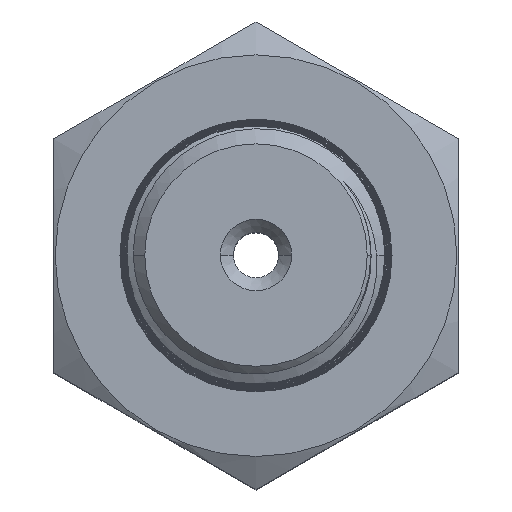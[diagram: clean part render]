
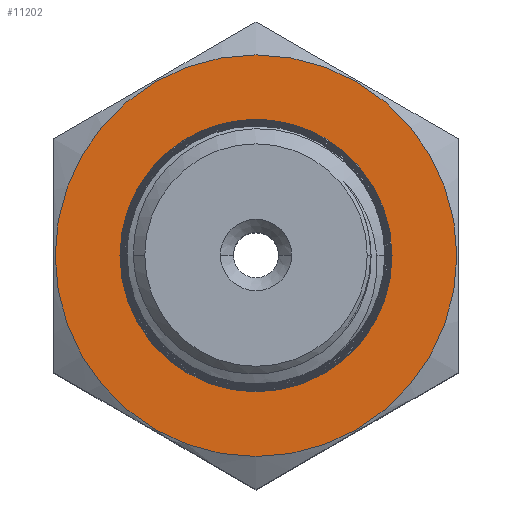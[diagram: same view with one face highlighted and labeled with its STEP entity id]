
A CAD part, top view. The second image highlights one B-rep face of the part: STEP entity #11202.
In plain terms, the highlighted planar face has unit normal (0, 0, 1).
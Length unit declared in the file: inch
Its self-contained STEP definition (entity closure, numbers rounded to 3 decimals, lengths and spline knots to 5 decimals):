
#45 = PLANE ( 'NONE',  #7664 ) ;
#172 = DIRECTION ( 'NONE',  ( 0., 0., 1. ) ) ;
#175 = DIRECTION ( 'NONE',  ( 0., 0., 1. ) ) ;
#1437 = VERTEX_POINT ( 'NONE', #17617 ) ;
#1542 = AXIS2_PLACEMENT_3D ( 'NONE', #4244, #13856, #13713 ) ;
#3488 = DIRECTION ( 'NONE',  ( 1., 0., 0. ) ) ;
#3542 = DIRECTION ( 'NONE',  ( 1., 0., 0. ) ) ;
#3951 = VERTEX_POINT ( 'NONE', #11312 ) ;
#4244 = CARTESIAN_POINT ( 'NONE',  ( 0., 0., 0.995 ) ) ;
#4314 = CIRCLE ( 'NONE', #1542, 0.42 ) ;
#4751 = EDGE_CURVE ( 'NONE', #18559, #3951, #20163, .T. ) ;
#6043 = AXIS2_PLACEMENT_3D ( 'NONE', #13235, #6831, #8476 ) ;
#6133 = EDGE_CURVE ( 'NONE', #3951, #18559, #8645, .T. ) ;
#6831 = DIRECTION ( 'NONE',  ( 0., 0., 1. ) ) ;
#6879 = EDGE_CURVE ( 'NONE', #1437, #6934, #4314, .T. ) ;
#6934 = VERTEX_POINT ( 'NONE', #17001 ) ;
#7439 = ORIENTED_EDGE ( 'NONE', *, *, #6133, .T. ) ;
#7518 = CARTESIAN_POINT ( 'NONE',  ( 0., 0., 0.995 ) ) ;
#7664 = AXIS2_PLACEMENT_3D ( 'NONE', #11385, #172, #3488 ) ;
#8476 = DIRECTION ( 'NONE',  ( 1., 0., 0. ) ) ;
#8645 = CIRCLE ( 'NONE', #16144, 0.62 ) ;
#9184 = ORIENTED_EDGE ( 'NONE', *, *, #6879, .F. ) ;
#9759 = EDGE_LOOP ( 'NONE', ( #9184, #19820 ) ) ;
#11202 = ADVANCED_FACE ( 'NONE', ( #14199, #17272 ), #45, .T. ) ;
#11312 = CARTESIAN_POINT ( 'NONE',  ( 0.62, 0., 0.995 ) ) ;
#11385 = CARTESIAN_POINT ( 'NONE',  ( -0.42, 0., 0.995 ) ) ;
#12641 = EDGE_LOOP ( 'NONE', ( #13155, #7439 ) ) ;
#13155 = ORIENTED_EDGE ( 'NONE', *, *, #4751, .T. ) ;
#13235 = CARTESIAN_POINT ( 'NONE',  ( 0., 0., 0.995 ) ) ;
#13671 = CIRCLE ( 'NONE', #6043, 0.42 ) ;
#13713 = DIRECTION ( 'NONE',  ( 1., 0., 0. ) ) ;
#13856 = DIRECTION ( 'NONE',  ( 0., 0., 1. ) ) ;
#14199 = FACE_BOUND ( 'NONE', #9759, .T. ) ;
#15582 = DIRECTION ( 'NONE',  ( 1., 0., 0. ) ) ;
#15638 = CARTESIAN_POINT ( 'NONE',  ( 0., 0., 0.995 ) ) ;
#15725 = DIRECTION ( 'NONE',  ( 0., 0., 1. ) ) ;
#16144 = AXIS2_PLACEMENT_3D ( 'NONE', #15638, #175, #3542 ) ;
#16942 = AXIS2_PLACEMENT_3D ( 'NONE', #7518, #15725, #15582 ) ;
#17001 = CARTESIAN_POINT ( 'NONE',  ( -0.42, 0., 0.995 ) ) ;
#17272 = FACE_OUTER_BOUND ( 'NONE', #12641, .T. ) ;
#17314 = EDGE_CURVE ( 'NONE', #6934, #1437, #13671, .T. ) ;
#17617 = CARTESIAN_POINT ( 'NONE',  ( 0.42, 0., 0.995 ) ) ;
#18559 = VERTEX_POINT ( 'NONE', #19447 ) ;
#19447 = CARTESIAN_POINT ( 'NONE',  ( -0.62, 0., 0.995 ) ) ;
#19820 = ORIENTED_EDGE ( 'NONE', *, *, #17314, .F. ) ;
#20163 = CIRCLE ( 'NONE', #16942, 0.62 ) ;
